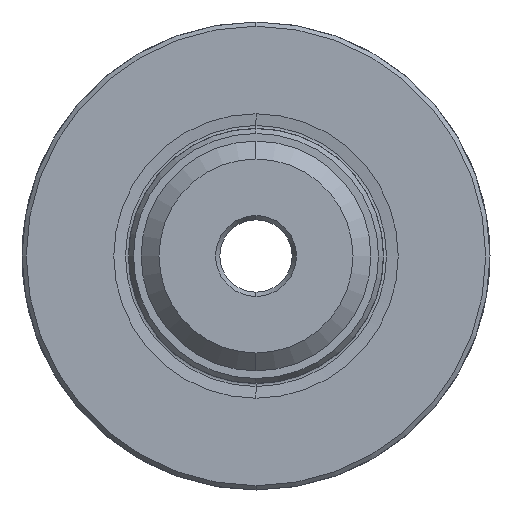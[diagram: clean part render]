
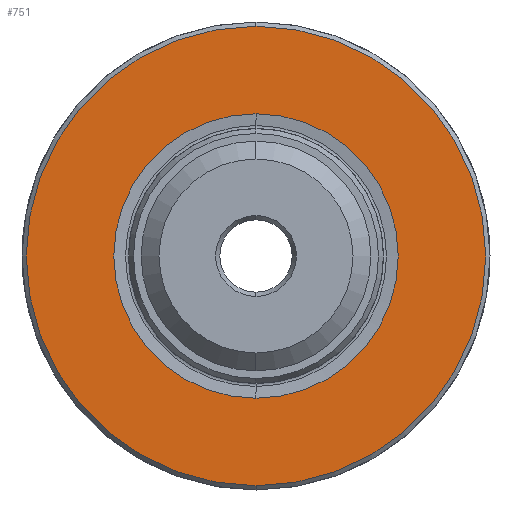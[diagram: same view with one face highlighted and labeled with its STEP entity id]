
A CAD part, left-side view. The second image highlights one B-rep face of the part: STEP entity #751.
In plain terms, the highlighted planar face has unit normal (-1, 0, 0).
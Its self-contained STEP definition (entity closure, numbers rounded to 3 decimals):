
#20 = CIRCLE ( 'NONE', #642, 27. ) ;
#130 = AXIS2_PLACEMENT_3D ( 'NONE', #4340, #947, #4734 ) ;
#303 = CARTESIAN_POINT ( 'NONE',  ( 0., 16.715, 0. ) ) ;
#578 = DIRECTION ( 'NONE',  ( 1., 0., 0. ) ) ;
#642 = AXIS2_PLACEMENT_3D ( 'NONE', #5374, #1509, #739 ) ;
#739 = DIRECTION ( 'NONE',  ( 0., 0., -1. ) ) ;
#751 = ADVANCED_FACE ( 'NONE', ( #4085, #3307 ), #5363, .T. ) ;
#842 = CARTESIAN_POINT ( 'NONE',  ( 0., 0., 27. ) ) ;
#916 = ORIENTED_EDGE ( 'NONE', *, *, #2152, .F. ) ;
#947 = DIRECTION ( 'NONE',  ( 1., 0., 0. ) ) ;
#986 = DIRECTION ( 'NONE',  ( 0., 0., -1. ) ) ;
#1090 = DIRECTION ( 'NONE',  ( -1., 0., 0. ) ) ;
#1437 = CARTESIAN_POINT ( 'NONE',  ( 0., 0., 16.715 ) ) ;
#1509 = DIRECTION ( 'NONE',  ( 1., 0., 0. ) ) ;
#1572 = VERTEX_POINT ( 'NONE', #2462 ) ;
#1677 = VERTEX_POINT ( 'NONE', #842 ) ;
#1753 = AXIS2_PLACEMENT_3D ( 'NONE', #5345, #5314, #986 ) ;
#2152 = EDGE_CURVE ( 'NONE', #1677, #4645, #3587, .T. ) ;
#2412 = AXIS2_PLACEMENT_3D ( 'NONE', #303, #1090, #4561 ) ;
#2453 = ORIENTED_EDGE ( 'NONE', *, *, #4432, .F. ) ;
#2462 = CARTESIAN_POINT ( 'NONE',  ( 0., 0., -16.715 ) ) ;
#2631 = EDGE_CURVE ( 'NONE', #1572, #4714, #5391, .T. ) ;
#2673 = DIRECTION ( 'NONE',  ( 0., 0., -1. ) ) ;
#2907 = EDGE_CURVE ( 'NONE', #4714, #1572, #3711, .T. ) ;
#3307 = FACE_OUTER_BOUND ( 'NONE', #3776, .T. ) ;
#3550 = CARTESIAN_POINT ( 'NONE',  ( 0., 0., 0. ) ) ;
#3587 = CIRCLE ( 'NONE', #130, 27. ) ;
#3711 = CIRCLE ( 'NONE', #1753, 16.715 ) ;
#3776 = EDGE_LOOP ( 'NONE', ( #2453, #916 ) ) ;
#4085 = FACE_BOUND ( 'NONE', #4205, .T. ) ;
#4205 = EDGE_LOOP ( 'NONE', ( #4261, #5014 ) ) ;
#4261 = ORIENTED_EDGE ( 'NONE', *, *, #2907, .T. ) ;
#4340 = CARTESIAN_POINT ( 'NONE',  ( 0., 0., 0. ) ) ;
#4432 = EDGE_CURVE ( 'NONE', #4645, #1677, #20, .T. ) ;
#4561 = DIRECTION ( 'NONE',  ( 0., 0., 1. ) ) ;
#4645 = VERTEX_POINT ( 'NONE', #5272 ) ;
#4714 = VERTEX_POINT ( 'NONE', #1437 ) ;
#4734 = DIRECTION ( 'NONE',  ( 0., 0., -1. ) ) ;
#4870 = AXIS2_PLACEMENT_3D ( 'NONE', #3550, #578, #2673 ) ;
#5014 = ORIENTED_EDGE ( 'NONE', *, *, #2631, .T. ) ;
#5272 = CARTESIAN_POINT ( 'NONE',  ( 0., 0., -27. ) ) ;
#5314 = DIRECTION ( 'NONE',  ( 1., 0., 0. ) ) ;
#5345 = CARTESIAN_POINT ( 'NONE',  ( 0., 0., 0. ) ) ;
#5363 = PLANE ( 'NONE',  #2412 ) ;
#5374 = CARTESIAN_POINT ( 'NONE',  ( 0., 0., 0. ) ) ;
#5391 = CIRCLE ( 'NONE', #4870, 16.715 ) ;
